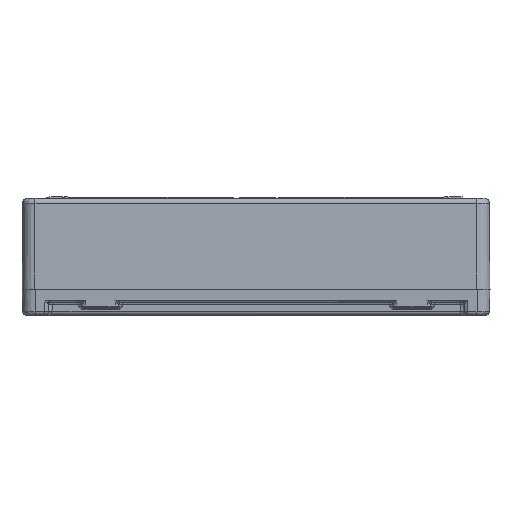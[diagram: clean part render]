
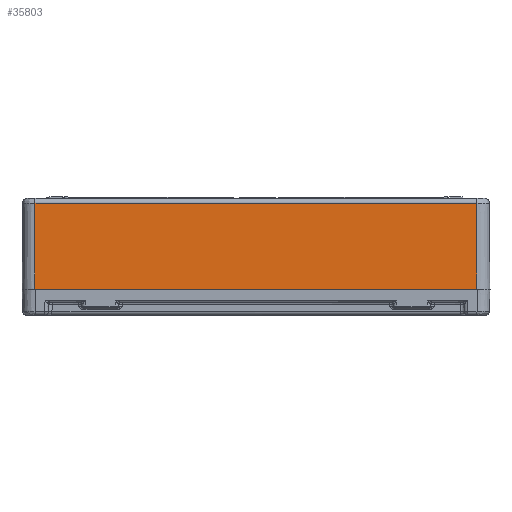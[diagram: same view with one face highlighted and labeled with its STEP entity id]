
A CAD part, left-side view. The second image highlights one B-rep face of the part: STEP entity #35803.
In plain terms, the highlighted planar face has unit normal (-1, 0, 0.007).
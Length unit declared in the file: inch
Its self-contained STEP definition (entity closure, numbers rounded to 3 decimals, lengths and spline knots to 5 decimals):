
#1880 = VECTOR ( 'NONE', #55645, 39.37008 ) ;
#2409 = CARTESIAN_POINT ( 'NONE',  ( -7.0866, -6.6929, -2.7559 ) ) ;
#3853 = DIRECTION ( 'NONE',  ( -0.008, 0., -1. ) ) ;
#4385 = EDGE_CURVE ( 'NONE', #34676, #28102, #50176, .T. ) ;
#4448 = CARTESIAN_POINT ( 'NONE',  ( -7.06709, -6.6929, -0.15622 ) ) ;
#8119 = VERTEX_POINT ( 'NONE', #4448 ) ;
#12595 = CARTESIAN_POINT ( 'NONE',  ( -7.0866, -6.6929, -2.7559 ) ) ;
#17132 = EDGE_LOOP ( 'NONE', ( #61745, #55651, #54197, #24023 ) ) ;
#19684 = AXIS2_PLACEMENT_3D ( 'NONE', #12595, #49410, #54666 ) ;
#21512 = EDGE_CURVE ( 'NONE', #8119, #61621, #41061, .T. ) ;
#24023 = ORIENTED_EDGE ( 'NONE', *, *, #4385, .T. ) ;
#27165 = DIRECTION ( 'NONE',  ( 0., -1., 0. ) ) ;
#27774 = CARTESIAN_POINT ( 'NONE',  ( -7.0866, 6.6929, -2.7559 ) ) ;
#28102 = VERTEX_POINT ( 'NONE', #27774 ) ;
#30232 = LINE ( 'NONE', #53211, #54764 ) ;
#30748 = FACE_OUTER_BOUND ( 'NONE', #17132, .T. ) ;
#34676 = VERTEX_POINT ( 'NONE', #60045 ) ;
#35803 = ADVANCED_FACE ( 'NONE', ( #30748 ), #64733, .T. ) ;
#35949 = LINE ( 'NONE', #2409, #66262 ) ;
#40681 = CARTESIAN_POINT ( 'NONE',  ( -7.0866, -6.6929, -2.7559 ) ) ;
#41061 = LINE ( 'NONE', #40681, #48362 ) ;
#48362 = VECTOR ( 'NONE', #3853, 39.37008 ) ;
#49410 = DIRECTION ( 'NONE',  ( -1., 0., 0.008 ) ) ;
#50176 = LINE ( 'NONE', #65276, #1880 ) ;
#51054 = EDGE_CURVE ( 'NONE', #34676, #8119, #30232, .T. ) ;
#51181 = EDGE_CURVE ( 'NONE', #28102, #61621, #35949, .T. ) ;
#53211 = CARTESIAN_POINT ( 'NONE',  ( -7.06709, -3.34645, -0.15622 ) ) ;
#54197 = ORIENTED_EDGE ( 'NONE', *, *, #51054, .F. ) ;
#54666 = DIRECTION ( 'NONE',  ( 0.008, 0., 1. ) ) ;
#54764 = VECTOR ( 'NONE', #27165, 39.37008 ) ;
#55645 = DIRECTION ( 'NONE',  ( -0.008, 0., -1. ) ) ;
#55651 = ORIENTED_EDGE ( 'NONE', *, *, #21512, .F. ) ;
#59580 = DIRECTION ( 'NONE',  ( 0., -1., 0. ) ) ;
#60045 = CARTESIAN_POINT ( 'NONE',  ( -7.06709, 6.6929, -0.15622 ) ) ;
#61621 = VERTEX_POINT ( 'NONE', #62852 ) ;
#61745 = ORIENTED_EDGE ( 'NONE', *, *, #51181, .T. ) ;
#62852 = CARTESIAN_POINT ( 'NONE',  ( -7.0866, -6.6929, -2.7559 ) ) ;
#64733 = PLANE ( 'NONE',  #19684 ) ;
#65276 = CARTESIAN_POINT ( 'NONE',  ( -7.0866, 6.6929, -2.7559 ) ) ;
#66262 = VECTOR ( 'NONE', #59580, 39.37008 ) ;
